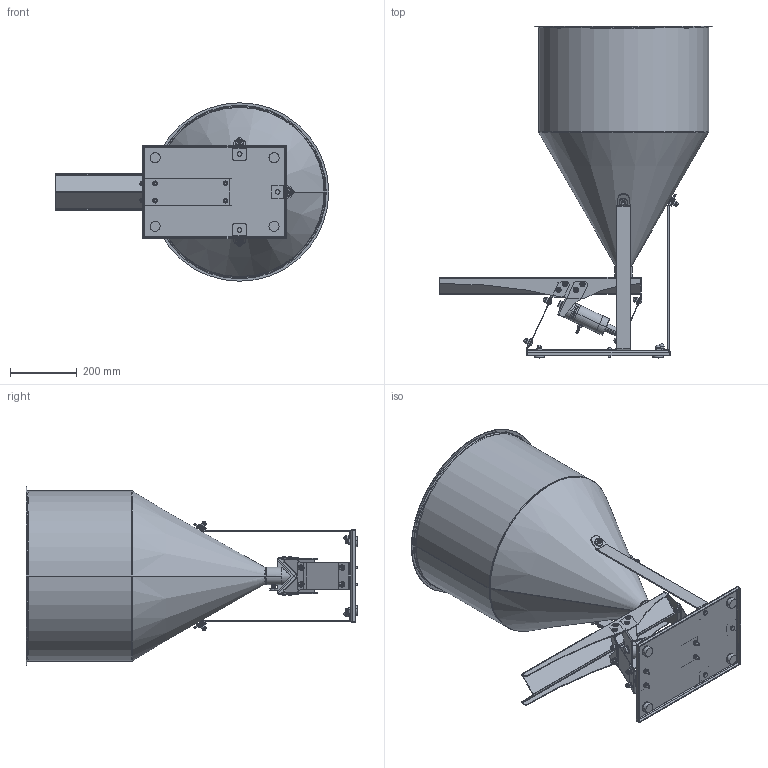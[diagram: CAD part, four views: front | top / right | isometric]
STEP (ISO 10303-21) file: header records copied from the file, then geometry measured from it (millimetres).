
FILE_DESCRIPTION (( 'STEP AP214' ), '1' );
FILE_NAME ('DosyPack 80 Zusammenbau.STEP', '2012-05-21T13:18:38', ( '' ), ( '' ), 'SwSTEP 2.0', 'SolidWorks 2010', '' );
FILE_SCHEMA (( 'AUTOMOTIVE_DESIGN' ));
Length unit declared in the file: millimetre
Products named in the file (1): DosyPack 80 Zusammenbau
Bounding box: 816.86 x 990.84 x 533 mm (x, y, z)
Volume: 3485528.3 mm3; surface area: 2868986.2 mm2
Topology: 127 solids, 127 shells, 3003 faces, 7332 edges, 4618 vertices
Faces by surface type: plane 1114, cylinder 998, cone 632, torus 141, sphere 98, bspline 20
Entity records: 101437 total; most frequent: CARTESIAN_POINT 27728, DIRECTION 14688, ORIENTED_EDGE 14372, EDGE_CURVE 7186, AXIS2_PLACEMENT_3D 5997, VERTEX_POINT 4618, EDGE_LOOP 3434, CIRCLE 3013
